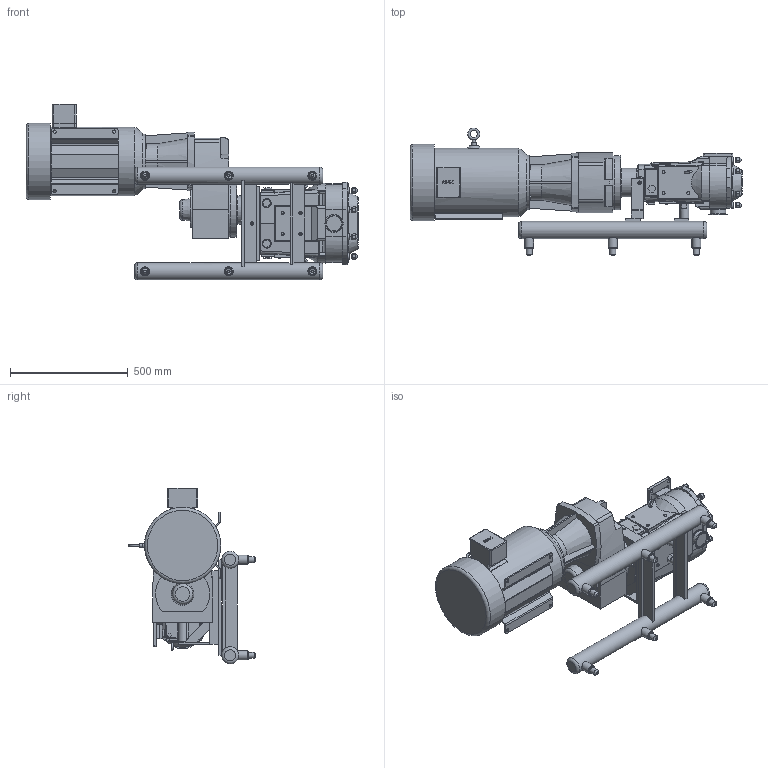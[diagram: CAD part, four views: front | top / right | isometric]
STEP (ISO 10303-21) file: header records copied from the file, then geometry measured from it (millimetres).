
FILE_DESCRIPTION(/* description */ (''),/* implementation_level */ '2;1');
FILE_NAME(/* name */ 'U2_064U2_256TC_(2.44 x 9.0)x2.5_S-Line_20HP_SIDE_SM.stp',/* time_stamp */ '2021-05-24T18:40:38+05:00',/* author */ ('trtmhr'),/* organization */ (''),/* preprocessor_version */ 'ST-DEVELOPER v18.1',/* originating_system */ 'Autodesk Inventor 2020',/* authorisation */ '');
FILE_SCHEMA (('AUTOMOTIVE_DESIGN { 1 0 10303 214 3 1 1 }'));
Length unit declared in the file: inch
Products named in the file (1): U2_064U2_256TC_(2.44 x 9.0)x2.5_S-Line_20HP_SIDE_SM
Bounding box: 1410.77 x 542.8 x 747.46 mm (x, y, z)
Volume: 90687287.7 mm3; surface area: 2787662.3 mm2
Topology: 4 solids, 4 shells, 1134 faces, 2975 edges, 1921 vertices
Faces by surface type: plane 521, cylinder 325, bspline 124, torus 90, cone 48, sphere 26
Full cylindrical faces by diameter (mm): 2.54 x2, 5.08 x1, 7.62 x2, 7.798 x1, 10.719 x1, 12.395 x5, 12.7 x8, 13.462 x4, 13.487 x4, 14.224 x2, 14.3 x3, 14.478 x1, 19.05 x8, 19.304 x1, 25.4 x14, 35.052 x2, 38.1 x8, 63.5 x1, 65.761 x2, 66.777 x1, 77.495 x1, 120.65 x1, 229.997 x1, 230.124 x1, 232.994 x1, 292.329 x1, 324.612 x1
Entity records: 39601 total; most frequent: CARTESIAN_POINT 11314, ORIENTED_EDGE 5924, DIRECTION 5841, EDGE_CURVE 2962, AXIS2_PLACEMENT_3D 2147, VERTEX_POINT 1921, LINE 1547, VECTOR 1547
